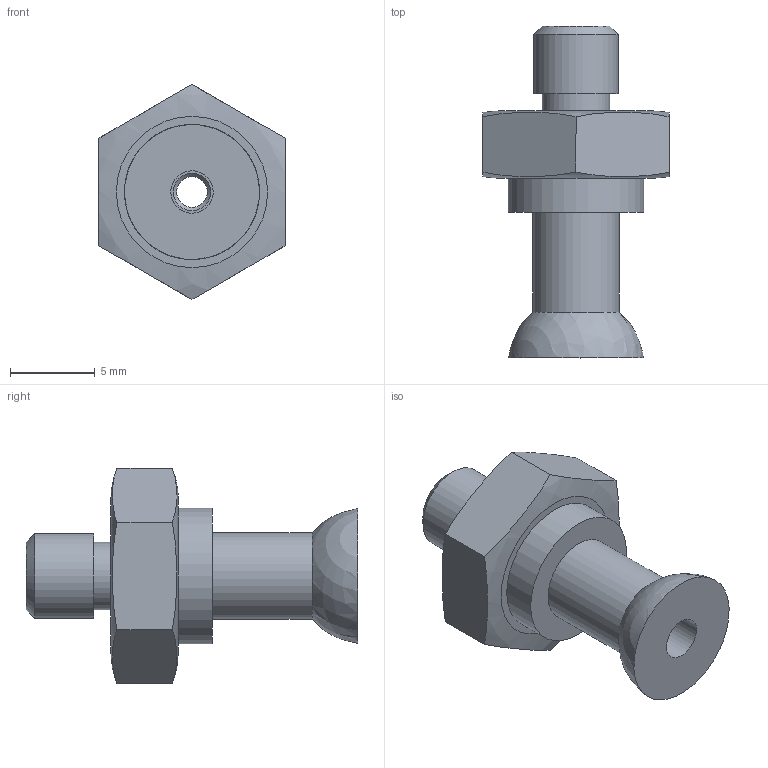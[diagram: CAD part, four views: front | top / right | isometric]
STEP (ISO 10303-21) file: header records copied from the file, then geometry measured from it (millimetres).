
FILE_DESCRIPTION(/* description */ (''),/* implementation_level */ '2;1');
FILE_NAME(/* name */ 'vc8nit_rac2rm5m.stp',/* time_stamp */ '2020-10-29T09:04:25+01:00',/* author */ ('enginyeria'),/* organization */ (''),/* preprocessor_version */ 'ST-DEVELOPER v17.2',/* originating_system */ 'Autodesk Inventor 2019',/* authorisation */ '');
FILE_SCHEMA (('CONFIG_CONTROL_DESIGN'));
Length unit declared in the file: millimetre
Products named in the file (1): Pieza4
Bounding box: 11 x 19.6 x 12.7 mm (x, y, z)
Volume: 769.1 mm3; surface area: 789.3 mm2
Topology: 1 solids, 1 shells, 25 faces, 60 edges, 43 vertices
Faces by surface type: plane 13, cylinder 6, cone 3, bspline 2, sphere 1
Full cylindrical faces by diameter (mm): 1.8 x1, 2.5 x1, 4 x1, 5 x1, 5.1 x1, 8 x1
Entity records: 1047 total; most frequent: CARTESIAN_POINT 361, DIRECTION 129, ORIENTED_EDGE 120, EDGE_CURVE 60, AXIS2_PLACEMENT_3D 57, VERTEX_POINT 43, EDGE_LOOP 33, CIRCLE 33
